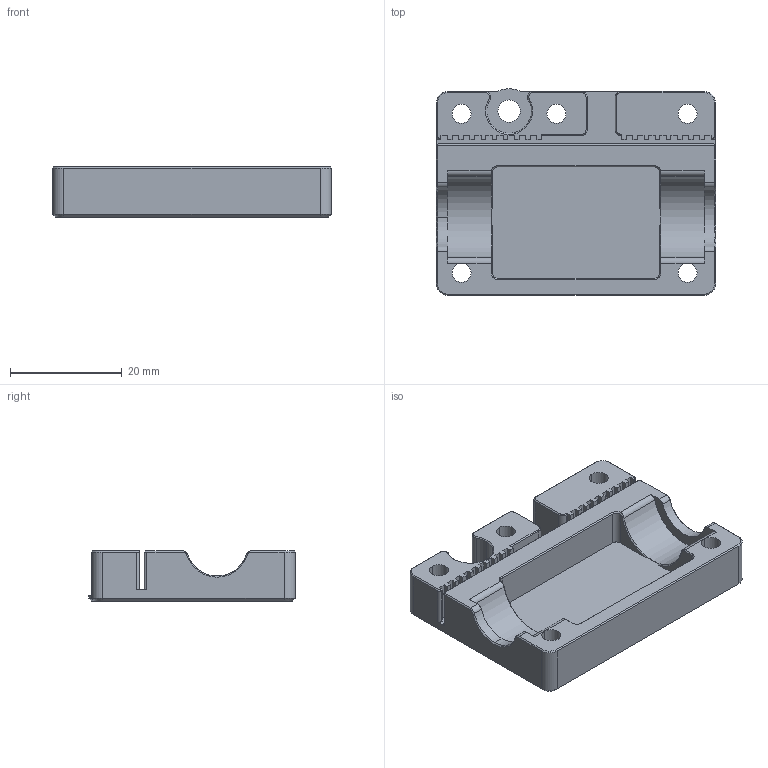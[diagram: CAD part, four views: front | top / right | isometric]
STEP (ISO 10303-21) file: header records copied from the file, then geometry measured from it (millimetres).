
FILE_DESCRIPTION (( 'STEP AP203' ), '1' );
FILE_NAME ('賑輸_衵.STEP', '2021-08-11T11:47:30', ( '' ), ( '' ), 'SwSTEP 2.0', 'SolidWorks 2018', '' );
FILE_SCHEMA (( 'CONFIG_CONTROL_DESIGN' ));
Length unit declared in the file: millimetre
Products named in the file (1): 賑輸_衵
Bounding box: 50 x 37 x 9 mm (x, y, z)
Volume: 9483.8 mm3; surface area: 7027.2 mm2
Topology: 1 solids, 1 shells, 231 faces, 607 edges, 378 vertices
Faces by surface type: plane 124, cone 54, cylinder 51, bspline 2
Entity records: 7152 total; most frequent: CARTESIAN_POINT 1279, ORIENTED_EDGE 1214, DIRECTION 1213, EDGE_CURVE 607, VECTOR 437, LINE 437, AXIS2_PLACEMENT_3D 388, VERTEX_POINT 378
